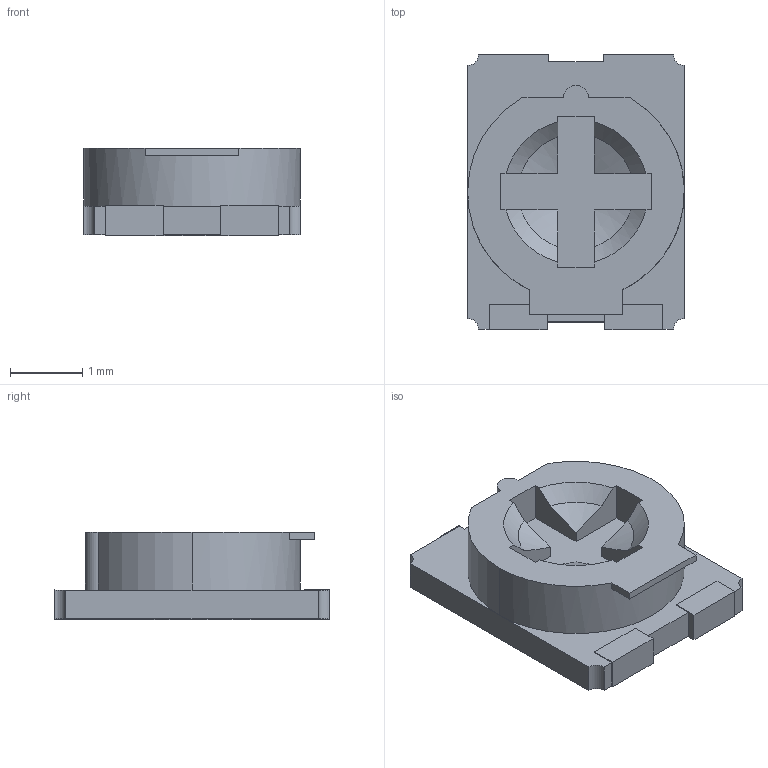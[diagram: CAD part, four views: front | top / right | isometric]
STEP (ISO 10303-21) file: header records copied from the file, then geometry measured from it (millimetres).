
FILE_DESCRIPTION(('HOOPS Exchange Step'),'2;1');
FILE_NAME('export-9951052F-FB6B-4B9A-939D-8922AEA506B7.stp','2023-01-15T00:36:31-08:00',('Daxxn'),('Alibre'),'HOOPS Exchange 2022.0','Alibre','Unknown authorisation');
FILE_SCHEMA( ('AP242_MANAGED_MODEL_BASED_3D_ENGINEERING_MIM_LF {1 0 10303 442 1 1 4 }') );
Length unit declared in the file: centimetre
Products named in the file (1): Bourns-TC33X
Bounding box: 3 x 3.82 x 1.21 mm (x, y, z)
Volume: 8.8 mm3; surface area: 40.1 mm2
Topology: 1 solids, 1 shells, 75 faces, 211 edges, 139 vertices
Faces by surface type: plane 58, cylinder 9, cone 8
Entity records: 2455 total; most frequent: CARTESIAN_POINT 459, ORIENTED_EDGE 422, DIRECTION 378, EDGE_CURVE 211, VECTOR 166, LINE 166, VERTEX_POINT 139, AXIS2_PLACEMENT_3D 106
